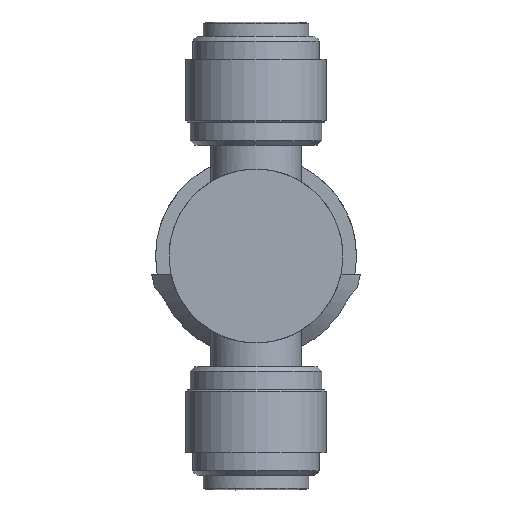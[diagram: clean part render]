
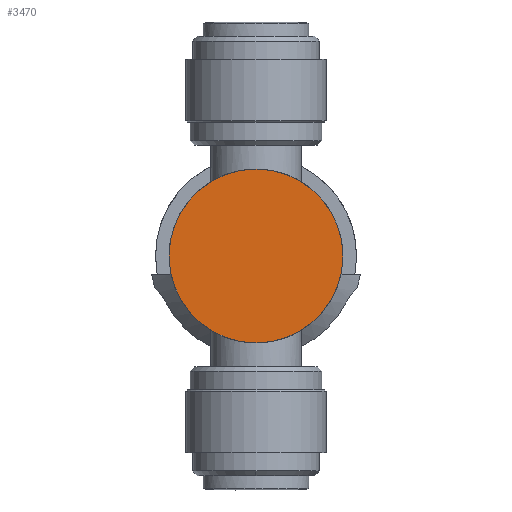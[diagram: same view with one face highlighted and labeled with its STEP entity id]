
A CAD part, front view. The second image highlights one B-rep face of the part: STEP entity #3470.
In plain terms, the highlighted planar face has unit normal (0, -1, 0).
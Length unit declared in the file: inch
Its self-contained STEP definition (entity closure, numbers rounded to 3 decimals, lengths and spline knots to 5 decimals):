
#155 = ORIENTED_EDGE ( 'NONE', *, *, #2327, .F. ) ;
#308 = CARTESIAN_POINT ( 'NONE',  ( 0., -0.37402, 0. ) ) ;
#525 = CARTESIAN_POINT ( 'NONE',  ( 0., -0.37402, 0. ) ) ;
#694 = DIRECTION ( 'NONE',  ( 0., -1., 0. ) ) ;
#699 = DIRECTION ( 'NONE',  ( 0., 0., -1. ) ) ;
#866 = VERTEX_POINT ( 'NONE', #2810 ) ;
#905 = DIRECTION ( 'NONE',  ( 0., 0., -1. ) ) ;
#982 = AXIS2_PLACEMENT_3D ( 'NONE', #308, #2990, #699 ) ;
#1096 = AXIS2_PLACEMENT_3D ( 'NONE', #4876, #694, #3366 ) ;
#2327 = EDGE_CURVE ( 'NONE', #3363, #866, #4162, .T. ) ;
#2449 = AXIS2_PLACEMENT_3D ( 'NONE', #525, #3197, #905 ) ;
#2583 = ORIENTED_EDGE ( 'NONE', *, *, #4642, .F. ) ;
#2810 = CARTESIAN_POINT ( 'NONE',  ( 0., -0.37402, 0.37795 ) ) ;
#2905 = EDGE_LOOP ( 'NONE', ( #155, #2583 ) ) ;
#2990 = DIRECTION ( 'NONE',  ( 0., 1., 0. ) ) ;
#3197 = DIRECTION ( 'NONE',  ( 0., 1., 0. ) ) ;
#3363 = VERTEX_POINT ( 'NONE', #4832 ) ;
#3366 = DIRECTION ( 'NONE',  ( 0., 0., -1. ) ) ;
#3402 = CIRCLE ( 'NONE', #982, 0.37795 ) ;
#3470 = ADVANCED_FACE ( 'NONE', ( #4467 ), #4115, .T. ) ;
#4115 = PLANE ( 'NONE',  #1096 ) ;
#4162 = CIRCLE ( 'NONE', #2449, 0.37795 ) ;
#4467 = FACE_OUTER_BOUND ( 'NONE', #2905, .T. ) ;
#4642 = EDGE_CURVE ( 'NONE', #866, #3363, #3402, .T. ) ;
#4832 = CARTESIAN_POINT ( 'NONE',  ( 0., -0.37402, -0.37795 ) ) ;
#4876 = CARTESIAN_POINT ( 'NONE',  ( 0., -0.37402, 0. ) ) ;
